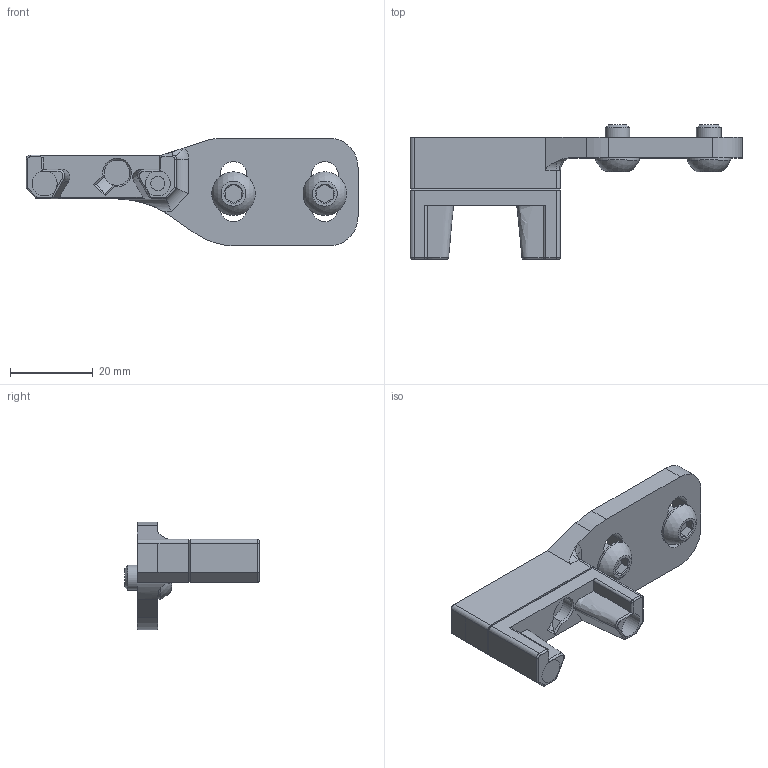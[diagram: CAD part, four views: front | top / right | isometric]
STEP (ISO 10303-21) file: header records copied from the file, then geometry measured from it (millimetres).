
FILE_DESCRIPTION(/* description */ (''),/* implementation_level */ '2;1');
FILE_NAME(/* name */ 'Klicky Mount.step',/* time_stamp */ '2022-06-02T18:43:16-04:00',/* author */ (''),/* organization */ (''),/* preprocessor_version */ 'ST-DEVELOPER v19',/* originating_system */ 'Autodesk Translation Framework v11.7.0.108',/* authorisation */ '');
FILE_SCHEMA (('AUTOMOTIVE_DESIGN { 1 0 10303 214 3 1 1 }'));
Length unit declared in the file: millimetre
Products named in the file (3): Clicky Mount; KlickyProbe_v2_v50_Probe Dock v2; 92095A239_NO THREADS (1)
Assembly tree (3 placements, depth 2):
  Clicky Mount
    KlickyProbe_v2_v50_Probe Dock v2
    92095A239_NO THREADS (1)  x2
Bounding box: 80 x 32.4 x 26 mm (x, y, z)
Volume: 12836.4 mm3; surface area: 7984 mm2
Topology: 4 solids, 4 shells, 150 faces, 346 edges, 212 vertices
Faces by surface type: plane 75, cylinder 39, cone 22, bspline 8, torus 4, sphere 2
Full cylindrical faces by diameter (mm): 3.4 x2, 3.9 x2, 6 x4, 10.5 x2
Entity records: 4419 total; most frequent: CARTESIAN_POINT 1333, DIRECTION 627, ORIENTED_EDGE 616, EDGE_CURVE 308, AXIS2_PLACEMENT_3D 224, VERTEX_POINT 191, LINE 179, VECTOR 179
